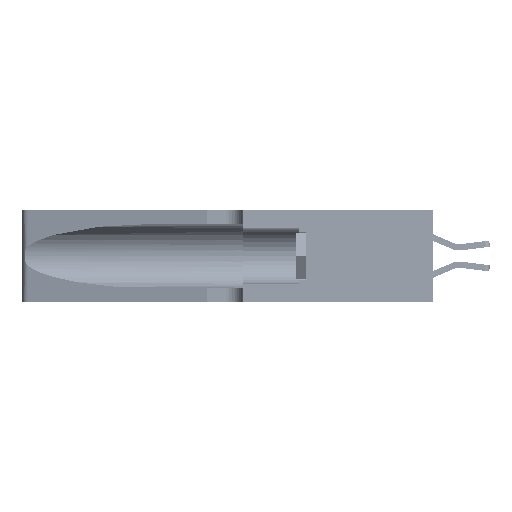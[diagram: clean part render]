
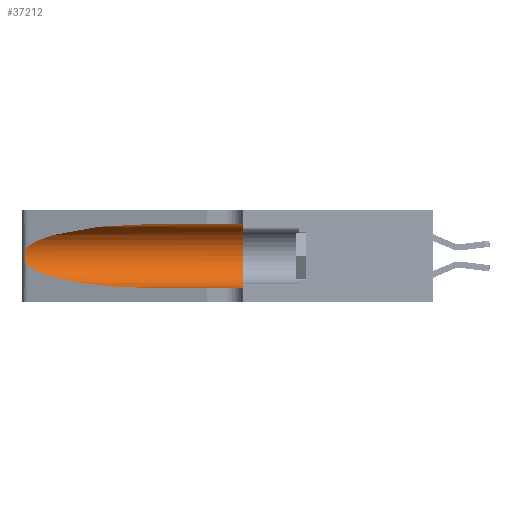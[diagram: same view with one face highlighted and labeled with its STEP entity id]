
A CAD part, left-side view. The second image highlights one B-rep face of the part: STEP entity #37212.
In plain terms, the highlighted cylindrical face has radius 3.308 mm (diameter 6.617 mm), a partial arc.
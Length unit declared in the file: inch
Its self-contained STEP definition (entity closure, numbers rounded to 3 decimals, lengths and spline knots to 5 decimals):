
#188 = VECTOR ( 'NONE', #24726, 39.37008 ) ;
#347 = CARTESIAN_POINT ( 'NONE',  ( 0.25854, 1.2359, 0.20912 ) ) ;
#691 = DIRECTION ( 'NONE',  ( 0., 1., 0. ) ) ;
#806 = EDGE_CURVE ( 'NONE', #23062, #22230, #8674, .T. ) ;
#1144 = CARTESIAN_POINT ( 'NONE',  ( 0.25487, 1.22718, 0.14631 ) ) ;
#2008 = CARTESIAN_POINT ( 'NONE',  ( 0.1305, 0.72297, 0.05475 ) ) ;
#2470 = DIRECTION ( 'NONE',  ( 0., -1., 0. ) ) ;
#2750 = ORIENTED_EDGE ( 'NONE', *, *, #30331, .F. ) ;
#3562 = CARTESIAN_POINT ( 'NONE',  ( 0.26075, 1.23896, 0.19203 ) ) ;
#3785 = CARTESIAN_POINT ( 'NONE',  ( 0.25487, 1.22718, 0.22369 ) ) ;
#5058 = CARTESIAN_POINT ( 'NONE',  ( 0.25487, 1.22718, 0.14631 ) ) ;
#5059 = B_SPLINE_CURVE_WITH_KNOTS ( 'NONE', 3,
 ( #38086, #28684, #19241, #19366, #347, #22527, #3562, #25653, #6759, #28817, #9950, #31981, #13161, #35097 ),
 .UNSPECIFIED., .F., .F.,
 ( 4, 2, 2, 2, 2, 2, 4 ),
 ( 0., 0.00027, 0.00053, 0.00107, 0.0016, 0.00187, 0.00214 ),
 .UNSPECIFIED. ) ;
#6759 = CARTESIAN_POINT ( 'NONE',  ( 0.26017, 1.23833, 0.17102 ) ) ;
#8279 = CARTESIAN_POINT ( 'NONE',  ( 0.2373, 1.15595, 0.08982 ) ) ;
#8674 = LINE ( 'NONE', #27882, #188 ) ;
#8815 = CARTESIAN_POINT ( 'NONE',  ( 0.18966, 0.96281, 0.31525 ) ) ;
#9950 = CARTESIAN_POINT ( 'NONE',  ( 0.25789, 1.23486, 0.15765 ) ) ;
#12743 = FACE_OUTER_BOUND ( 'NONE', #37074, .T. ) ;
#13133 = EDGE_CURVE ( 'NONE', #38137, #29865, #5059, .T. ) ;
#13161 = CARTESIAN_POINT ( 'NONE',  ( 0.25555, 1.22993, 0.14849 ) ) ;
#14404 = EDGE_CURVE ( 'NONE', #35533, #19670, #29435, .T. ) ;
#14834 = AXIS2_PLACEMENT_3D ( 'NONE', #19726, #691, #22877 ) ;
#15117 = DIRECTION ( 'NONE',  ( 0., 0., -1. ) ) ;
#15182 = CARTESIAN_POINT ( 'NONE',  ( 0.1305, 0.72297, 0.31525 ) ) ;
#16579 = CARTESIAN_POINT ( 'NONE',  ( 0.1305, 0.35, 0.05475 ) ) ;
#16794 =( BOUNDED_CURVE ( )  B_SPLINE_CURVE ( 3, ( #5058, #8279, #21017, #2008 ),
 .UNSPECIFIED., .F., .F. ) 
 B_SPLINE_CURVE_WITH_KNOTS ( ( 4, 4 ),
 ( 3.44316, 4.71239 ),
 .UNSPECIFIED. ) 
 CURVE ( )  GEOMETRIC_REPRESENTATION_ITEM ( )  RATIONAL_B_SPLINE_CURVE ( ( 1., 0.87, 0.87, 1. ) ) 
 REPRESENTATION_ITEM ( '' )  );
#18505 = CARTESIAN_POINT ( 'NONE',  ( 0.25487, 1.22718, 0.22369 ) ) ;
#19241 = CARTESIAN_POINT ( 'NONE',  ( 0.25639, 1.23184, 0.21858 ) ) ;
#19366 = CARTESIAN_POINT ( 'NONE',  ( 0.25787, 1.23484, 0.2124 ) ) ;
#19670 = VERTEX_POINT ( 'NONE', #16579 ) ;
#19705 = DIRECTION ( 'NONE',  ( 0., -1., 0. ) ) ;
#19726 = CARTESIAN_POINT ( 'NONE',  ( 0.1305, 0.35, 0.185 ) ) ;
#21017 = CARTESIAN_POINT ( 'NONE',  ( 0.18966, 0.96281, 0.05475 ) ) ;
#21136 = VECTOR ( 'NONE', #19705, 39.37008 ) ;
#21473 = CARTESIAN_POINT ( 'NONE',  ( 0.1305, 1.61858, 0.185 ) ) ;
#22071 = EDGE_CURVE ( 'NONE', #29865, #35533, #16794, .T. ) ;
#22230 = VERTEX_POINT ( 'NONE', #24806 ) ;
#22527 = CARTESIAN_POINT ( 'NONE',  ( 0.26018, 1.23835, 0.19895 ) ) ;
#22877 = DIRECTION ( 'NONE',  ( 0., 0., 1. ) ) ;
#22906 = AXIS2_PLACEMENT_3D ( 'NONE', #21473, #2470, #15117 ) ;
#23062 = VERTEX_POINT ( 'NONE', #34996 ) ;
#24726 = DIRECTION ( 'NONE',  ( 0., -1., 0. ) ) ;
#24806 = CARTESIAN_POINT ( 'NONE',  ( 0.1305, 0.35, 0.31525 ) ) ;
#25469 = ORIENTED_EDGE ( 'NONE', *, *, #13133, .T. ) ;
#25653 = CARTESIAN_POINT ( 'NONE',  ( 0.26075, 1.23896, 0.178 ) ) ;
#25932 = CARTESIAN_POINT ( 'NONE',  ( 0.1305, 0.72297, 0.05475 ) ) ;
#27882 = CARTESIAN_POINT ( 'NONE',  ( 0.1305, 1.61858, 0.31525 ) ) ;
#27956 = ORIENTED_EDGE ( 'NONE', *, *, #806, .F. ) ;
#28348 =( BOUNDED_CURVE ( )  B_SPLINE_CURVE ( 3, ( #15182, #8815, #37221, #18505 ),
 .UNSPECIFIED., .F., .F. ) 
 B_SPLINE_CURVE_WITH_KNOTS ( ( 4, 4 ),
 ( 1.5708, 2.84003 ),
 .UNSPECIFIED. ) 
 CURVE ( )  GEOMETRIC_REPRESENTATION_ITEM ( )  RATIONAL_B_SPLINE_CURVE ( ( 1., 0.87, 0.87, 1. ) ) 
 REPRESENTATION_ITEM ( '' )  );
#28477 = CYLINDRICAL_SURFACE ( 'NONE', #22906, 0.13025 ) ;
#28684 = CARTESIAN_POINT ( 'NONE',  ( 0.25555, 1.22994, 0.2215 ) ) ;
#28817 = CARTESIAN_POINT ( 'NONE',  ( 0.25856, 1.23593, 0.16098 ) ) ;
#29435 = LINE ( 'NONE', #35278, #21136 ) ;
#29865 = VERTEX_POINT ( 'NONE', #1144 ) ;
#29896 = CIRCLE ( 'NONE', #14834, 0.13025 ) ;
#30331 = EDGE_CURVE ( 'NONE', #22230, #19670, #29896, .T. ) ;
#30767 = EDGE_CURVE ( 'NONE', #23062, #38137, #28348, .T. ) ;
#31981 = CARTESIAN_POINT ( 'NONE',  ( 0.25639, 1.23186, 0.15144 ) ) ;
#34996 = CARTESIAN_POINT ( 'NONE',  ( 0.1305, 0.72297, 0.31525 ) ) ;
#35097 = CARTESIAN_POINT ( 'NONE',  ( 0.25487, 1.22718, 0.14631 ) ) ;
#35278 = CARTESIAN_POINT ( 'NONE',  ( 0.1305, 1.61858, 0.05475 ) ) ;
#35533 = VERTEX_POINT ( 'NONE', #25932 ) ;
#35724 = ORIENTED_EDGE ( 'NONE', *, *, #22071, .T. ) ;
#37074 = EDGE_LOOP ( 'NONE', ( #37190, #25469, #35724, #38669, #2750, #27956 ) ) ;
#37190 = ORIENTED_EDGE ( 'NONE', *, *, #30767, .T. ) ;
#37212 = ADVANCED_FACE ( 'NONE', ( #12743 ), #28477, .F. ) ;
#37221 = CARTESIAN_POINT ( 'NONE',  ( 0.2373, 1.15595, 0.28018 ) ) ;
#38086 = CARTESIAN_POINT ( 'NONE',  ( 0.25487, 1.22718, 0.22369 ) ) ;
#38137 = VERTEX_POINT ( 'NONE', #3785 ) ;
#38669 = ORIENTED_EDGE ( 'NONE', *, *, #14404, .T. ) ;
